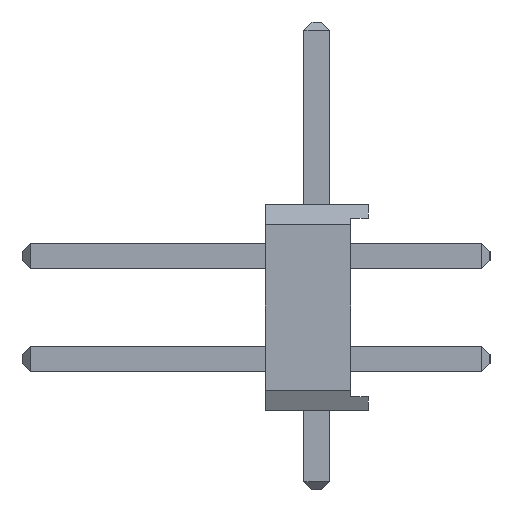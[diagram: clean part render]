
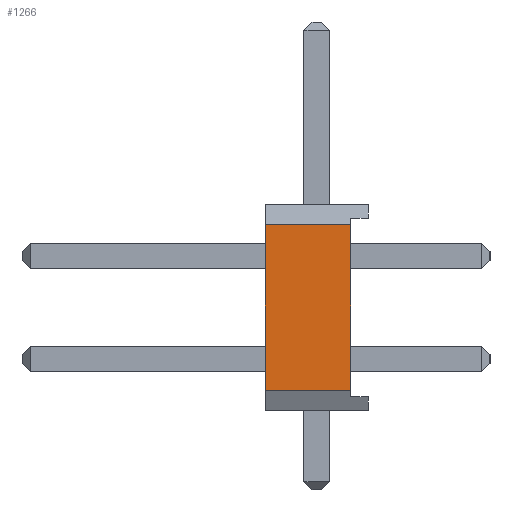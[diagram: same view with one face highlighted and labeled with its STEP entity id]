
A CAD part, left-side view. The second image highlights one B-rep face of the part: STEP entity #1266.
In plain terms, the highlighted planar face has unit normal (-1, 0, 0).
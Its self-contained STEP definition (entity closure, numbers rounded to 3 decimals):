
#1266 = ADVANCED_FACE( '', ( #3048 ), #3049, .T. );
#3048 = FACE_OUTER_BOUND( '', #5346, .T. );
#3049 = PLANE( '', #5347 );
#5346 = EDGE_LOOP( '', ( #9685, #9686, #9687, #9688 ) );
#5347 = AXIS2_PLACEMENT_3D( '', #9689, #9690, #9691 );
#9685 = ORIENTED_EDGE( '', *, *, #14892, .F. );
#9686 = ORIENTED_EDGE( '', *, *, #15061, .T. );
#9687 = ORIENTED_EDGE( '', *, *, #15062, .T. );
#9688 = ORIENTED_EDGE( '', *, *, #14710, .T. );
#9689 = CARTESIAN_POINT( '', ( -45.72, 0., 0. ) );
#9690 = DIRECTION( '', ( -1., 0., 0. ) );
#9691 = DIRECTION( '', ( 0., 0., 1. ) );
#14710 = EDGE_CURVE( '', #18254, #18252, #18255, .T. );
#14892 = EDGE_CURVE( '', #18556, #18252, #18558, .T. );
#15061 = EDGE_CURVE( '', #18556, #18793, #18794, .T. );
#15062 = EDGE_CURVE( '', #18793, #18254, #18795, .T. );
#18252 = VERTEX_POINT( '', #23283 );
#18254 = VERTEX_POINT( '', #23286 );
#18255 = LINE( '', #23287, #23288 );
#18556 = VERTEX_POINT( '', #23766 );
#18558 = LINE( '', #23769, #23770 );
#18793 = VERTEX_POINT( '', #24124 );
#18794 = LINE( '', #24125, #24126 );
#18795 = LINE( '', #24127, #24128 );
#23283 = CARTESIAN_POINT( '', ( -45.72, 1.27, -3.31 ) );
#23286 = CARTESIAN_POINT( '', ( -45.72, 1.27, 0.77 ) );
#23287 = CARTESIAN_POINT( '', ( -45.72, 1.27, 1.27 ) );
#23288 = VECTOR( '', #27020, 1000. );
#23766 = CARTESIAN_POINT( '', ( -45.72, -0.832, -3.31 ) );
#23769 = CARTESIAN_POINT( '', ( -45.72, 0., -3.31 ) );
#23770 = VECTOR( '', #27199, 1000. );
#24124 = CARTESIAN_POINT( '', ( -45.72, -0.832, 0.77 ) );
#24125 = CARTESIAN_POINT( '', ( -45.72, -0.832, 0. ) );
#24126 = VECTOR( '', #27319, 1000. );
#24127 = CARTESIAN_POINT( '', ( -45.72, 0., 0.77 ) );
#24128 = VECTOR( '', #27320, 1000. );
#27020 = DIRECTION( '', ( 0., 0., -1. ) );
#27199 = DIRECTION( '', ( 0., 1., 0. ) );
#27319 = DIRECTION( '', ( 0., 0., 1. ) );
#27320 = DIRECTION( '', ( 0., 1., 0. ) );
